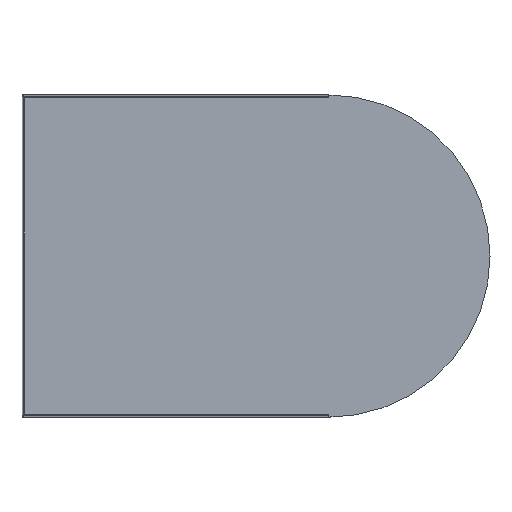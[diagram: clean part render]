
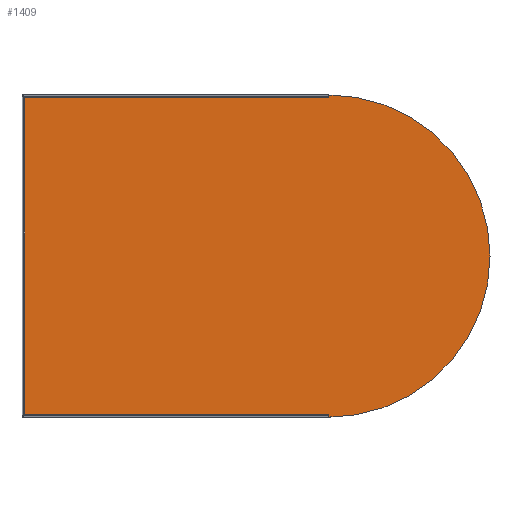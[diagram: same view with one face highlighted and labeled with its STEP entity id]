
A CAD part, top view. The second image highlights one B-rep face of the part: STEP entity #1409.
In plain terms, the highlighted planar face has unit normal (0, 0, 1).
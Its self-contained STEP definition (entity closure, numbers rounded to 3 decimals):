
#5 = VECTOR ( 'NONE', #810, 1000. ) ;
#16 = VECTOR ( 'NONE', #857, 1000. ) ;
#32 = EDGE_CURVE ( 'NONE', #716, #86, #739, .T. ) ;
#40 = DIRECTION ( 'NONE',  ( 0., 1., 0. ) ) ;
#86 = VERTEX_POINT ( 'NONE', #646 ) ;
#87 = VERTEX_POINT ( 'NONE', #675 ) ;
#90 = ORIENTED_EDGE ( 'NONE', *, *, #32, .F. ) ;
#95 = CARTESIAN_POINT ( 'NONE',  ( -298.693, 154.9, 0. ) ) ;
#97 = DIRECTION ( 'NONE',  ( -1., 0., 0. ) ) ;
#186 = DIRECTION ( 'NONE',  ( 0., 0., 1. ) ) ;
#267 = VERTEX_POINT ( 'NONE', #830 ) ;
#279 = LINE ( 'NONE', #750, #1197 ) ;
#291 = CARTESIAN_POINT ( 'NONE',  ( -297.4, -156.193, 0. ) ) ;
#294 = CARTESIAN_POINT ( 'NONE',  ( 0., 0., 0. ) ) ;
#297 = VERTEX_POINT ( 'NONE', #770 ) ;
#300 = CARTESIAN_POINT ( 'NONE',  ( 0., -157.5, 0. ) ) ;
#364 = VERTEX_POINT ( 'NONE', #768 ) ;
#369 = VERTEX_POINT ( 'NONE', #819 ) ;
#373 = VERTEX_POINT ( 'NONE', #728 ) ;
#375 = DIRECTION ( 'NONE',  ( 1., 0., 0. ) ) ;
#454 = DIRECTION ( 'NONE',  ( 1., 0., 0. ) ) ;
#463 = LINE ( 'NONE', #861, #1196 ) ;
#479 = DIRECTION ( 'NONE',  ( 0., 1., 0. ) ) ;
#486 = LINE ( 'NONE', #530, #1195 ) ;
#504 = ORIENTED_EDGE ( 'NONE', *, *, #1169, .F. ) ;
#530 = CARTESIAN_POINT ( 'NONE',  ( 0., -154.9, 0. ) ) ;
#562 = EDGE_LOOP ( 'NONE', ( #645, #504, #90, #642, #628, #634, #705, #589, #699 ) ) ;
#589 = ORIENTED_EDGE ( 'NONE', *, *, #1172, .F. ) ;
#603 = LINE ( 'NONE', #95, #1198 ) ;
#622 = VERTEX_POINT ( 'NONE', #806 ) ;
#628 = ORIENTED_EDGE ( 'NONE', *, *, #1170, .T. ) ;
#634 = ORIENTED_EDGE ( 'NONE', *, *, #1162, .F. ) ;
#642 = ORIENTED_EDGE ( 'NONE', *, *, #2217, .T. ) ;
#645 = ORIENTED_EDGE ( 'NONE', *, *, #1168, .F. ) ;
#646 = CARTESIAN_POINT ( 'NONE',  ( 0., -156.561, 0. ) ) ;
#675 = CARTESIAN_POINT ( 'NONE',  ( 0., 157.5, 0. ) ) ;
#699 = ORIENTED_EDGE ( 'NONE', *, *, #1173, .F. ) ;
#705 = ORIENTED_EDGE ( 'NONE', *, *, #1171, .F. ) ;
#716 = VERTEX_POINT ( 'NONE', #300 ) ;
#728 = CARTESIAN_POINT ( 'NONE',  ( 0., 154.9, 0. ) ) ;
#739 = LINE ( 'NONE', #808, #5 ) ;
#750 = CARTESIAN_POINT ( 'NONE',  ( 0., -157.5, 0. ) ) ;
#768 = CARTESIAN_POINT ( 'NONE',  ( 0., -154.9, 0. ) ) ;
#770 = CARTESIAN_POINT ( 'NONE',  ( -297.4, 154.9, 0. ) ) ;
#806 = CARTESIAN_POINT ( 'NONE',  ( 157.5, 0., 0. ) ) ;
#808 = CARTESIAN_POINT ( 'NONE',  ( 0., -157.5, 0. ) ) ;
#810 = DIRECTION ( 'NONE',  ( 0., 1., 0. ) ) ;
#819 = CARTESIAN_POINT ( 'NONE',  ( 0., 156.561, 0. ) ) ;
#830 = CARTESIAN_POINT ( 'NONE',  ( -297.4, -154.9, 0. ) ) ;
#832 = CARTESIAN_POINT ( 'NONE',  ( 0., 154.9, 0. ) ) ;
#844 = LINE ( 'NONE', #291, #1201 ) ;
#857 = DIRECTION ( 'NONE',  ( 0., 1., 0. ) ) ;
#860 = LINE ( 'NONE', #832, #16 ) ;
#861 = CARTESIAN_POINT ( 'NONE',  ( 0., 154.9, 0. ) ) ;
#863 = DIRECTION ( 'NONE',  ( 0., 1., 0. ) ) ;
#1162 = EDGE_CURVE ( 'NONE', #369, #87, #860, .T. ) ;
#1168 = EDGE_CURVE ( 'NONE', #364, #267, #486, .T. ) ;
#1169 = EDGE_CURVE ( 'NONE', #86, #364, #279, .T. ) ;
#1170 = EDGE_CURVE ( 'NONE', #622, #87, #1194, .T. ) ;
#1171 = EDGE_CURVE ( 'NONE', #373, #369, #463, .T. ) ;
#1172 = EDGE_CURVE ( 'NONE', #297, #373, #603, .T. ) ;
#1173 = EDGE_CURVE ( 'NONE', #267, #297, #844, .T. ) ;
#1194 = CIRCLE ( 'NONE', #1199, 157.5 ) ;
#1195 = VECTOR ( 'NONE', #97, 1000. ) ;
#1196 = VECTOR ( 'NONE', #863, 1000. ) ;
#1197 = VECTOR ( 'NONE', #40, 1000. ) ;
#1198 = VECTOR ( 'NONE', #454, 1000. ) ;
#1199 = AXIS2_PLACEMENT_3D ( 'NONE', #294, #186, #375 ) ;
#1201 = VECTOR ( 'NONE', #479, 1000. ) ;
#1244 = CIRCLE ( 'NONE', #1248, 157.5 ) ;
#1248 = AXIS2_PLACEMENT_3D ( 'NONE', #1519, #1859, #1531 ) ;
#1409 = ADVANCED_FACE ( 'NONE', ( #1914 ), #1616, .T. ) ;
#1519 = CARTESIAN_POINT ( 'NONE',  ( 0., 0., 0. ) ) ;
#1531 = DIRECTION ( 'NONE',  ( 1., 0., 0. ) ) ;
#1616 = PLANE ( 'NONE',  #2158 ) ;
#1645 = DIRECTION ( 'NONE',  ( 0., 0., 1. ) ) ;
#1814 = CARTESIAN_POINT ( 'NONE',  ( 0., 0., 0. ) ) ;
#1859 = DIRECTION ( 'NONE',  ( 0., 0., 1. ) ) ;
#1914 = FACE_OUTER_BOUND ( 'NONE', #562, .T. ) ;
#2070 = DIRECTION ( 'NONE',  ( 1., 0., 0. ) ) ;
#2158 = AXIS2_PLACEMENT_3D ( 'NONE', #1814, #1645, #2070 ) ;
#2217 = EDGE_CURVE ( 'NONE', #716, #622, #1244, .T. ) ;
